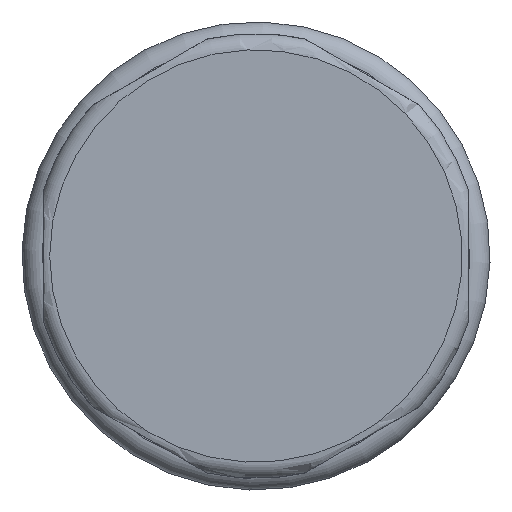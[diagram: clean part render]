
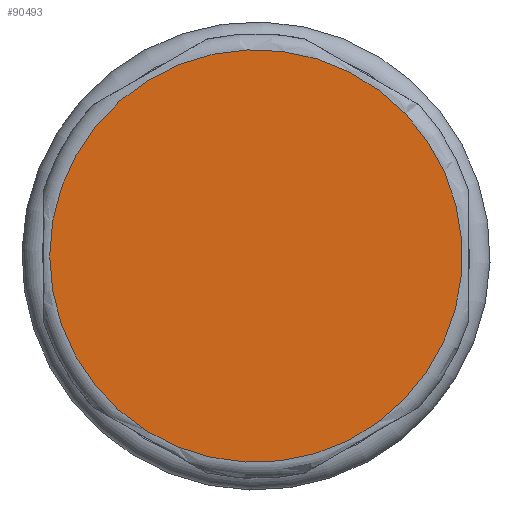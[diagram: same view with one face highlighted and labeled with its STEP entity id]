
A CAD part, left-side view. The second image highlights one B-rep face of the part: STEP entity #90493.
In plain terms, the highlighted planar face has unit normal (-1, 0, 0).
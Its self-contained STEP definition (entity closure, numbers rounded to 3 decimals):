
#90400=CARTESIAN_POINT('',(0.,10.2,0.0));
#90401=VERTEX_POINT('',#90400);
#90402=CARTESIAN_POINT('',(0.,0.0,0.0));
#90403=DIRECTION('',(1.0,0.0,0.0));
#90404=DIRECTION('',(0.0,-1.0,0.0));
#90405=AXIS2_PLACEMENT_3D('',#90402,#90403,#90404);
#90406=CIRCLE('',#90405,10.2);
#90407=EDGE_CURVE('',#90401,#90401,#90406,.T.);
#90485=CARTESIAN_POINT('',(0.,8.75,0.0));
#90486=DIRECTION('',(-1.0,0.0,0.0));
#90487=DIRECTION('',(0.0,0.0,1.0));
#90488=AXIS2_PLACEMENT_3D('',#90485,#90486,#90487);
#90489=PLANE('',#90488);
#90490=ORIENTED_EDGE('',*,*,#90407,.F.);
#90491=EDGE_LOOP('',(#90490));
#90492=FACE_OUTER_BOUND('',#90491,.T.);
#90493=ADVANCED_FACE('',(#90492),#90489,.T.);
